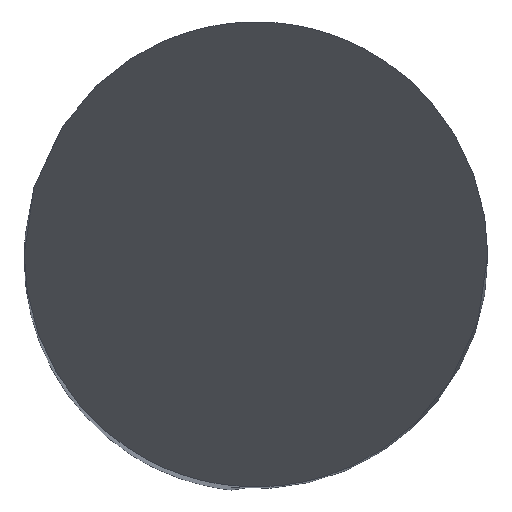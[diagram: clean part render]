
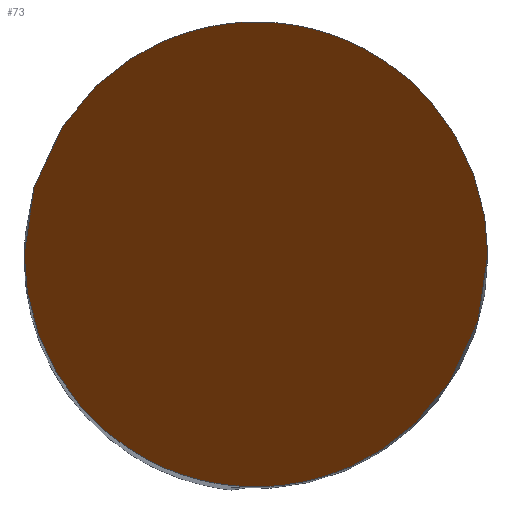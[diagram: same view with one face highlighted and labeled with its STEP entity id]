
A CAD part, top view. The second image highlights one B-rep face of the part: STEP entity #73.
In plain terms, the highlighted planar face has unit normal (0, -0.866, 0.5).
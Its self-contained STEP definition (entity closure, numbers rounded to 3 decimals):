
#51=PLANE('',#501);
#73=ADVANCED_FACE('',(#106),#51,.F.);
#106=FACE_OUTER_BOUND('',#131,.T.);
#131=EDGE_LOOP('',(#254,#255));
#254=ORIENTED_EDGE('',*,*,#355,.F.);
#255=ORIENTED_EDGE('',*,*,#389,.F.);
#315=VERTEX_POINT('',#634);
#316=VERTEX_POINT('',#635);
#355=EDGE_CURVE('',#315,#316,#416,.T.);
#389=EDGE_CURVE('',#316,#315,#422,.T.);
#416=(
BOUNDED_CURVE()
B_SPLINE_CURVE(3,(#630,#631,#632,#633),.UNSPECIFIED.,.F.,.F.)
B_SPLINE_CURVE_WITH_KNOTS((4,4),(0.,1.),.UNSPECIFIED.)
CURVE()
GEOMETRIC_REPRESENTATION_ITEM()
RATIONAL_B_SPLINE_CURVE((1.,0.333,0.333,1.))
REPRESENTATION_ITEM('')
);
#422=(
BOUNDED_CURVE()
B_SPLINE_CURVE(3,(#791,#792,#793,#794),.UNSPECIFIED.,.F.,.F.)
B_SPLINE_CURVE_WITH_KNOTS((4,4),(0.,1.),.UNSPECIFIED.)
CURVE()
GEOMETRIC_REPRESENTATION_ITEM()
RATIONAL_B_SPLINE_CURVE((1.,0.333,0.333,1.))
REPRESENTATION_ITEM('')
);
#501=AXIS2_PLACEMENT_3D('',#845,#569,#570);
#569=DIRECTION('',(0.,0.866,-0.5));
#570=DIRECTION('',(0.,0.5,0.866));
#630=CARTESIAN_POINT('',(3.5,0.,0.));
#631=CARTESIAN_POINT('',(3.5,-7.,-12.124));
#632=CARTESIAN_POINT('',(-3.5,-7.,-12.124));
#633=CARTESIAN_POINT('',(-3.5,0.,0.));
#634=CARTESIAN_POINT('',(3.5,0.,0.));
#635=CARTESIAN_POINT('',(-3.5,0.,0.));
#791=CARTESIAN_POINT('',(-3.5,0.,0.));
#792=CARTESIAN_POINT('',(-3.5,7.,12.124));
#793=CARTESIAN_POINT('',(3.5,7.,12.124));
#794=CARTESIAN_POINT('',(3.5,0.,0.));
#845=CARTESIAN_POINT('',(-5.,3.5,6.062));
